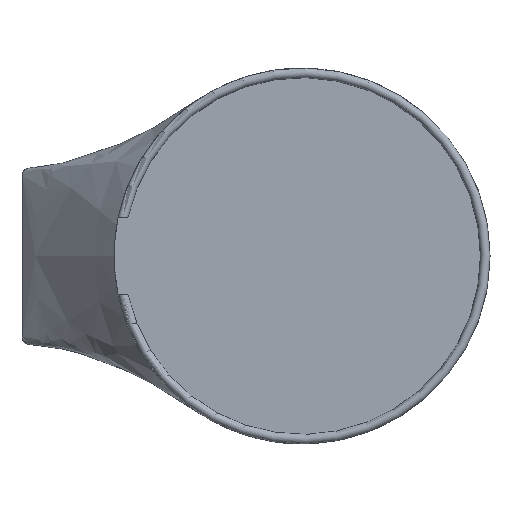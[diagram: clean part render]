
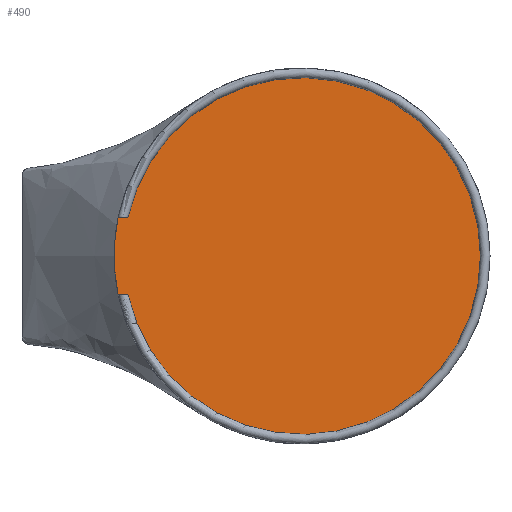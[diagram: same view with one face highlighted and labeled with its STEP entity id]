
A CAD part, top view. The second image highlights one B-rep face of the part: STEP entity #490.
In plain terms, the highlighted planar face has unit normal (0, 0, 1).
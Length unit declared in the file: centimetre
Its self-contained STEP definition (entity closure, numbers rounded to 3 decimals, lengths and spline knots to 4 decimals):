
#34=PLANE($,#533);
#62=FACE_OUTER_BOUND($,#86,.T.);
#86=EDGE_LOOP($,(#451,#452,#453,#454));
#107=CIRCLE($,#534,2.45);
#108=CIRCLE($,#535,2.325);
#152=LINE($,#1126,#200);
#155=LINE($,#1158,#203);
#200=VECTOR($,#649,0.1278);
#203=VECTOR($,#660,0.1278);
#248=VERTEX_POINT($,#1123);
#249=VERTEX_POINT($,#1125);
#253=VERTEX_POINT($,#1155);
#254=VERTEX_POINT($,#1157);
#315=EDGE_CURVE($,#248,#249,#152,.T.);
#322=EDGE_CURVE($,#253,#254,#155,.T.);
#324=EDGE_CURVE($,#254,#248,#107,.T.);
#325=EDGE_CURVE($,#249,#253,#108,.F.);
#451=ORIENTED_EDGE($,*,*,#315,.F.);
#452=ORIENTED_EDGE($,*,*,#324,.F.);
#453=ORIENTED_EDGE($,*,*,#322,.F.);
#454=ORIENTED_EDGE($,*,*,#325,.F.);
#490=ADVANCED_FACE($,(#62),#34,.F.);
#533=AXIS2_PLACEMENT_3D($,#1160,#662,#663);
#534=AXIS2_PLACEMENT_3D($,#1161,#664,#665);
#535=AXIS2_PLACEMENT_3D($,#1162,#666,#667);
#649=DIRECTION($,(1.,0.,0.));
#660=DIRECTION($,(-1.,0.,0.));
#662=DIRECTION('center_axis',(0.,0.,-1.));
#663=DIRECTION('ref_axis',(-1.,0.,0.));
#664=DIRECTION('center_axis',(0.,0.,-1.));
#665=DIRECTION('ref_axis',(1.,0.,0.));
#666=DIRECTION('center_axis',(0.,0.,1.));
#667=DIRECTION('ref_axis',(1.,0.,0.));
#1123=CARTESIAN_POINT('',(-21.3984,12.,2.425));
#1125=CARTESIAN_POINT('',(-21.2706,12.,2.425));
#1126=CARTESIAN_POINT($,(-21.5,12.,2.425));
#1155=CARTESIAN_POINT('',(-21.2706,11.,2.425));
#1157=CARTESIAN_POINT('',(-21.3984,11.,2.425));
#1158=CARTESIAN_POINT($,(-21.5,11.,2.425));
#1160=CARTESIAN_POINT('Origin',(-19.,11.5,2.425));
#1161=CARTESIAN_POINT('Origin',(-19.,11.5,2.425));
#1162=CARTESIAN_POINT('Origin',(-19.,11.5,2.425));
